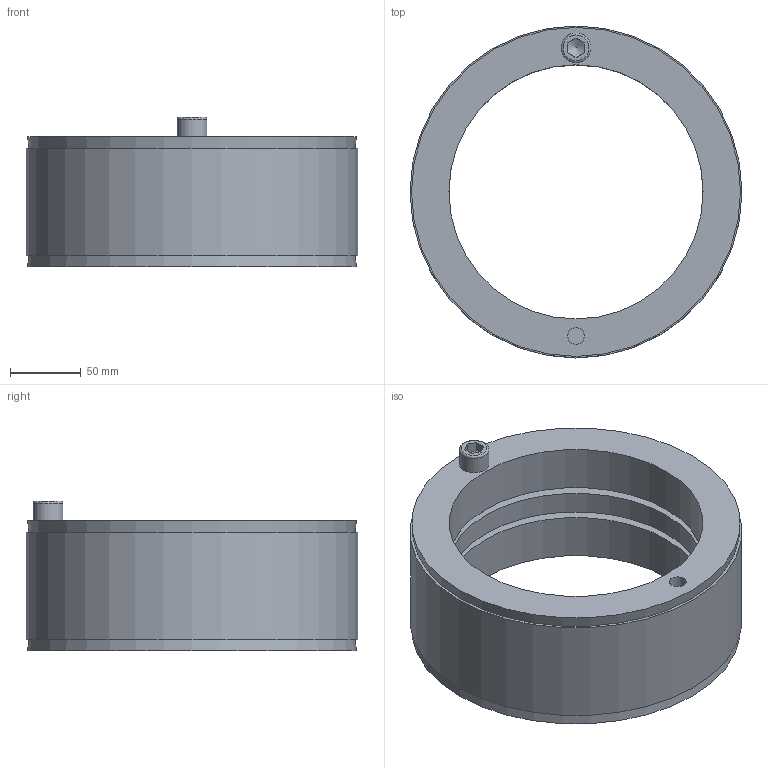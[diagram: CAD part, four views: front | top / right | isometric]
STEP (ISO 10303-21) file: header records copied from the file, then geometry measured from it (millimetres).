
FILE_DESCRIPTION((''),'2;1');
FILE_NAME('DOBIKON 1015-180-235.stp','2011-08-17T15:33:57',('kr'),(''),'Autodesk Inventor 2011','Autodesk Inventor 2011','');
FILE_SCHEMA(('AUTOMOTIVE_DESIGN { 1 0 10303 214 1 1 1 1 }'));
Length unit declared in the file: millimetre
Products named in the file (5): DOBIKON 1015-180-235; Volumenkörper1_26; Volumenkörper2_26; Volumenkörper3_26; DIN 912 - ersetzt durch DIN EN ISO 4762 M14 x 80
Assembly tree (4 placements, depth 2):
  DOBIKON 1015-180-235
    Volumenkörper1_26
    Volumenkörper2_26
    Volumenkörper3_26
    DIN 912 - ersetzt durch DIN EN ISO 4762 M14 x 80
Bounding box: 235 x 235 x 106 mm (x, y, z)
Volume: 1490077.2 mm3; surface area: 296068.8 mm2
Topology: 4 solids, 4 shells, 35 faces, 72 edges, 48 vertices
Faces by surface type: plane 17, cylinder 10, cone 6, torus 2
Full cylindrical faces by diameter (mm): 11.835 x2, 14 x1, 16 x2, 21 x1, 180 x3, 235 x1
Entity records: 973 total; most frequent: DIRECTION 162, CARTESIAN_POINT 148, ORIENTED_EDGE 98, AXIS2_PLACEMENT_3D 75, EDGE_LOOP 70, EDGE_CURVE 49, VERTEX_POINT 43, FACE_OUTER_BOUND 35
